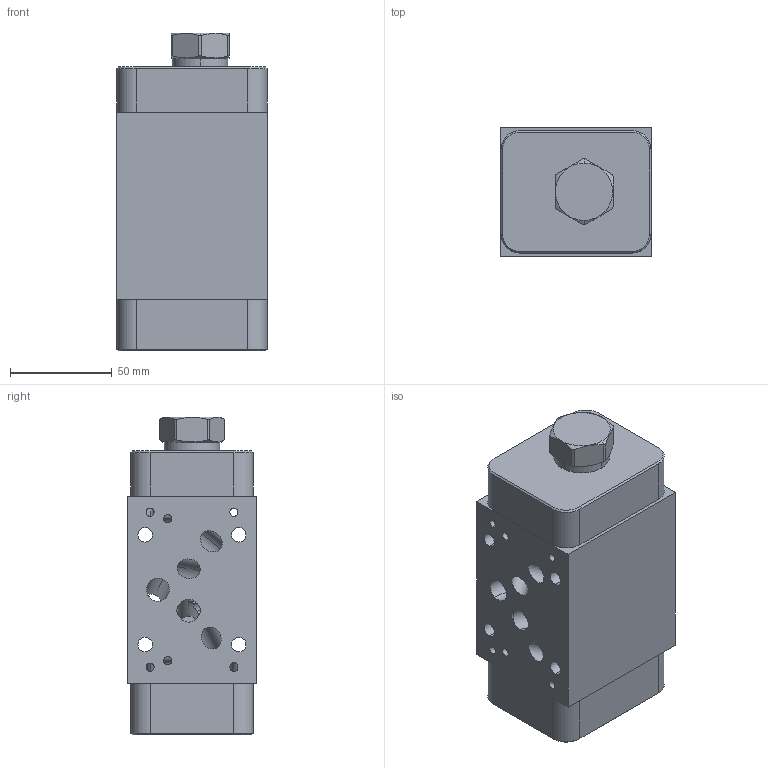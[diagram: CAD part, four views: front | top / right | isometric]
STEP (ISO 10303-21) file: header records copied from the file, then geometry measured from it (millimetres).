
FILE_DESCRIPTION((''),'2;1');
FILE_NAME('NJ2_ASM','2022-09-01T',('ProEService'),(''),'PRO/ENGINEER BY PARAMETRIC TECHNOLOGY CORPORATION, 2014200','PRO/ENGINEER BY PARAMETRIC TECHNOLOGY CORPORATION, 2014200','');
FILE_SCHEMA(('CONFIG_CONTROL_DESIGN'));
Length unit declared in the file: inch
Products named in the file (3): 152-269-001; CXFAXCN; NJ2_ASM
Assembly tree (2 placements, depth 2):
  NJ2_ASM
    152-269-001
    CXFAXCN
Bounding box: 74.63 x 63.5 x 156.36 mm (x, y, z)
Volume: 552440.9 mm3; surface area: 91358.7 mm2
Topology: 4 solids, 4 shells, 328 faces, 1065 edges, 917 vertices
Faces by surface type: cylinder 149, cone 84, plane 48, torus 28, sphere 11, revolution 8
Entity records: 14981 total; most frequent: CARTESIAN_POINT 5993, DIRECTION 1863, ORIENTED_EDGE 1554, EDGE_CURVE 777, AXIS2_PLACEMENT_3D 668, VECTOR 519, LINE 519, VERTEX_POINT 468
